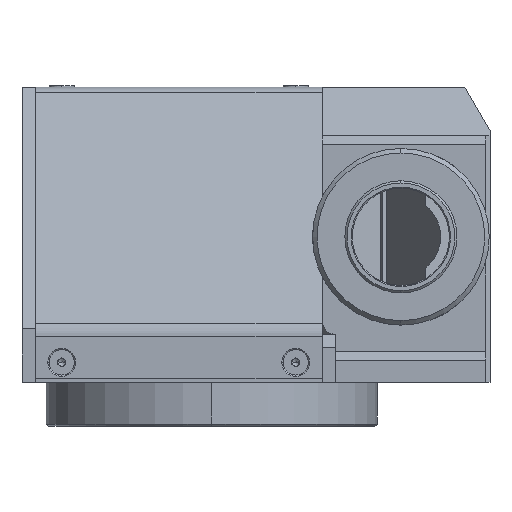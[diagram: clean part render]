
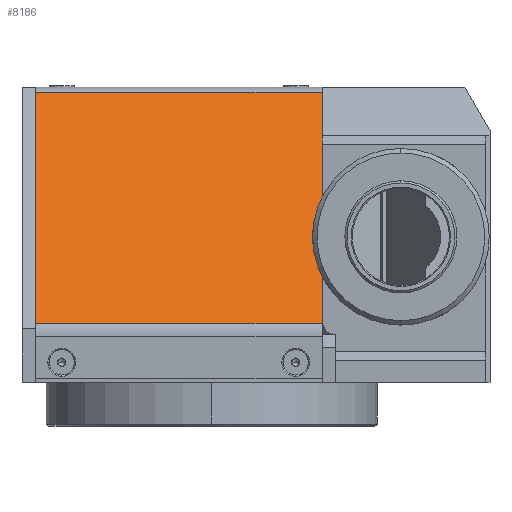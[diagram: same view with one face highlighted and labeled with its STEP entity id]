
A CAD part, left-side view. The second image highlights one B-rep face of the part: STEP entity #8186.
In plain terms, the highlighted planar face has unit normal (-0.707, 0, 0.707).
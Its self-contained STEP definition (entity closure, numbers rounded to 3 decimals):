
#135 = CARTESIAN_POINT ( 'NONE',  ( -34.414, 104., -20.167 ) ) ;
#673 = LINE ( 'NONE', #9833, #8798 ) ;
#675 = ORIENTED_EDGE ( 'NONE', *, *, #5832, .F. ) ;
#1431 = CARTESIAN_POINT ( 'NONE',  ( -33.828, 4., -19.581 ) ) ;
#1860 = LINE ( 'NONE', #5276, #4658 ) ;
#2227 = EDGE_CURVE ( 'NONE', #7871, #4860, #9540, .T. ) ;
#2355 = DIRECTION ( 'NONE',  ( 0., -1., 0. ) ) ;
#2475 = PLANE ( 'NONE',  #8589 ) ;
#2500 = CARTESIAN_POINT ( 'NONE',  ( 18.581, 4., 32.828 ) ) ;
#2721 = VERTEX_POINT ( 'NONE', #7932 ) ;
#2826 = CARTESIAN_POINT ( 'NONE',  ( -34.414, 4., -20.167 ) ) ;
#3456 = DIRECTION ( 'NONE',  ( -0.707, 0., 0.707 ) ) ;
#4168 = EDGE_CURVE ( 'NONE', #2721, #7871, #673, .T. ) ;
#4363 = ORIENTED_EDGE ( 'NONE', *, *, #4168, .F. ) ;
#4658 = VECTOR ( 'NONE', #7900, 1000. ) ;
#4851 = ORIENTED_EDGE ( 'NONE', *, *, #2227, .F. ) ;
#4860 = VERTEX_POINT ( 'NONE', #1431 ) ;
#5158 = EDGE_LOOP ( 'NONE', ( #4851, #4363, #675, #9849 ) ) ;
#5276 = CARTESIAN_POINT ( 'NONE',  ( -34.414, 69., -20.167 ) ) ;
#5425 = CARTESIAN_POINT ( 'NONE',  ( -33.828, 104., -19.581 ) ) ;
#5527 = VERTEX_POINT ( 'NONE', #9716 ) ;
#5832 = EDGE_CURVE ( 'NONE', #5527, #2721, #1860, .T. ) ;
#6807 = EDGE_CURVE ( 'NONE', #4860, #5527, #10519, .T. ) ;
#7604 = DIRECTION ( 'NONE',  ( 0.707, 0., 0.707 ) ) ;
#7871 = VERTEX_POINT ( 'NONE', #2500 ) ;
#7900 = DIRECTION ( 'NONE',  ( 0.707, 0., 0.707 ) ) ;
#7932 = CARTESIAN_POINT ( 'NONE',  ( 18.581, 69., 32.828 ) ) ;
#8000 = DIRECTION ( 'NONE',  ( 0., 1., 0. ) ) ;
#8186 = ADVANCED_FACE ( 'NONE', ( #9227 ), #2475, .T. ) ;
#8203 = VECTOR ( 'NONE', #9484, 1000. ) ;
#8589 = AXIS2_PLACEMENT_3D ( 'NONE', #135, #3456, #7604 ) ;
#8798 = VECTOR ( 'NONE', #2355, 1000. ) ;
#9007 = VECTOR ( 'NONE', #8000, 1000. ) ;
#9227 = FACE_OUTER_BOUND ( 'NONE', #5158, .T. ) ;
#9484 = DIRECTION ( 'NONE',  ( -0.707, 0., -0.707 ) ) ;
#9540 = LINE ( 'NONE', #2826, #8203 ) ;
#9716 = CARTESIAN_POINT ( 'NONE',  ( -33.828, 69., -19.581 ) ) ;
#9833 = CARTESIAN_POINT ( 'NONE',  ( 18.581, 104., 32.828 ) ) ;
#9849 = ORIENTED_EDGE ( 'NONE', *, *, #6807, .F. ) ;
#10519 = LINE ( 'NONE', #5425, #9007 ) ;
